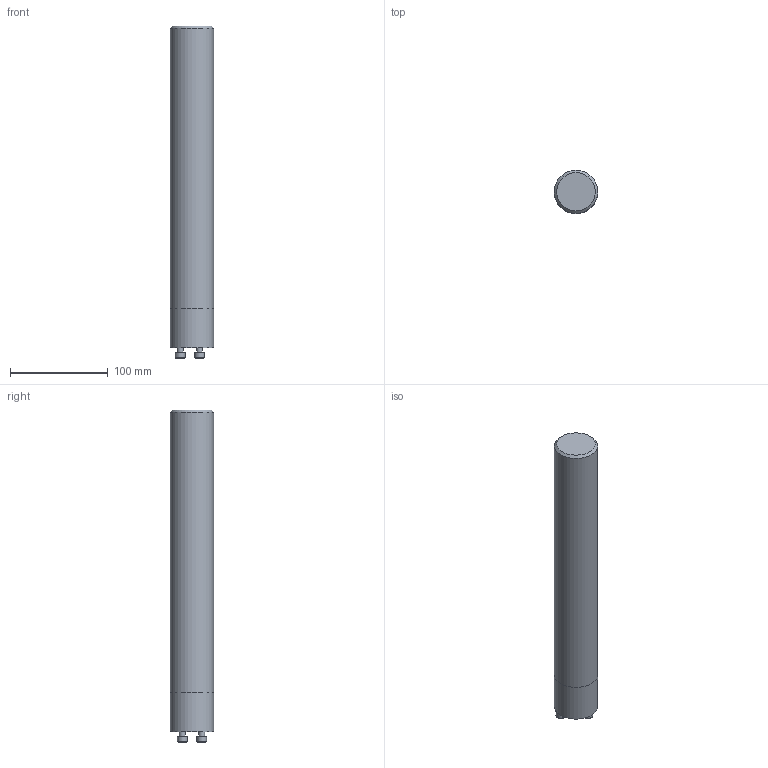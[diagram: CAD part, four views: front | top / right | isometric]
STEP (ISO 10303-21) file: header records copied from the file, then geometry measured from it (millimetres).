
FILE_DESCRIPTION(/* description */ (''),/* implementation_level */ '2;1');
FILE_NAME(/* name */ 'toolcomp_1.stp',/* time_stamp */ '2019-08-14T14:48:40+02:00',/* author */ (''),/* organization */ ('SMS'),/* preprocessor_version */ 'ST-DEVELOPER v15',/* originating_system */ 'SIEMENS PLM Software NX 8.5',/* authorisation */ '');
FILE_SCHEMA (('AUTOMOTIVE_DESIGN { 1 0 10303 214 3 1 1 1 }'));
Length unit declared in the file: millimetre
Products named in the file (1): TOOLCOMP_1
Bounding box: 44.45 x 44.45 x 340.53 mm (x, y, z)
Volume: 512771.5 mm3; surface area: 50202.9 mm2
Topology: 1 solids, 1 shells, 81 faces, 154 edges, 84 vertices
Faces by surface type: plane 45, cone 22, cylinder 8, torus 6
Full cylindrical faces by diameter (mm): 6 x3, 10 x3, 44.428 x1, 44.45 x1
Entity records: 1933 total; most frequent: CARTESIAN_POINT 352, DIRECTION 342, ORIENTED_EDGE 262, AXIS2_PLACEMENT_3D 144, EDGE_CURVE 131, EDGE_LOOP 106, ADVANCED_FACE 81, VERTEX_POINT 80
